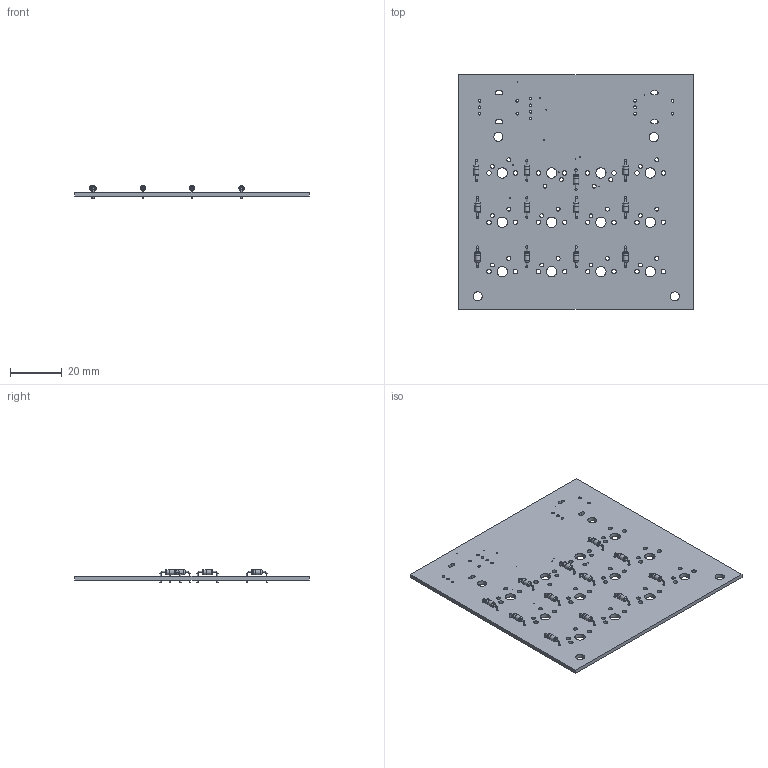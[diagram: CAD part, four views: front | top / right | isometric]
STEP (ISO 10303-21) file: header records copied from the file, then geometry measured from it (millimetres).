
FILE_DESCRIPTION(('KiCad electronic assembly'),'2;1');
FILE_NAME('KICAD.step','2025-11-26T11:03:43',('Pcbnew'),('Kicad'), 'Open CASCADE STEP processor 7.9','KiCad to STEP converter','Unknown' );
FILE_SCHEMA(('AUTOMOTIVE_DESIGN { 1 0 10303 214 1 1 1 1 }'));
Length unit declared in the file: millimetre
Products named in the file (3): KICAD 1; D_DO-35_SOD27_P7.62mm_Horizontal; KICAD_PCB
Assembly tree (13 placements, depth 2):
  KICAD 1
    D_DO-35_SOD27_P7.62mm_Horizontal  x12
    KICAD_PCB
Bounding box: 90.7 x 90.6 x 5.01 mm (x, y, z)
Volume: 12100.4 mm3; surface area: 17851.1 mm2
Topology: 25 solids, 25 shells, 327 faces, 687 edges, 434 vertices
Faces by surface type: cylinder 193, plane 86, torus 48
Full cylindrical faces by diameter (mm): 0.3 x11, 0.5 x36, 0.8 x24, 1 x14, 1.5 x24, 1.7 x24, 2 x24, 2.02 x12, 3.5 x4, 4 x12
Entity records: 5732 total; most frequent: DIRECTION 1013, CARTESIAN_POINT 868, ORIENTED_EDGE 846, AXIS2_PLACEMENT_3D 425, EDGE_CURVE 423, FACE_BOUND 387, EDGE_LOOP 387, VERTEX_POINT 280
